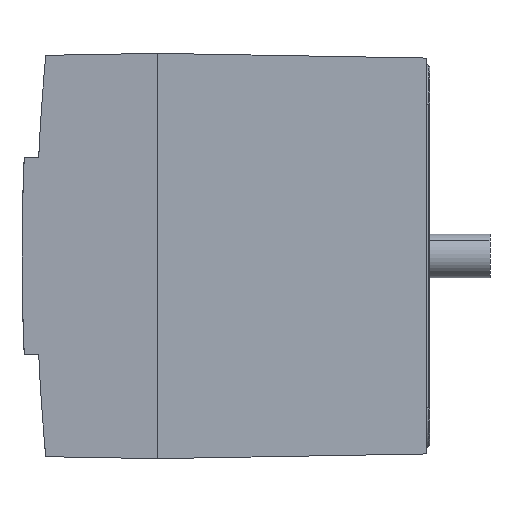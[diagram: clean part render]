
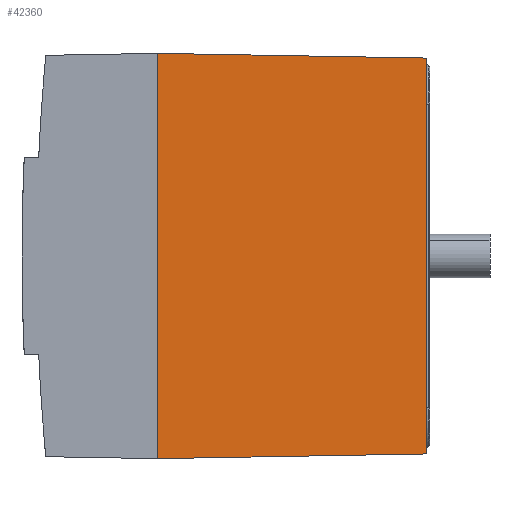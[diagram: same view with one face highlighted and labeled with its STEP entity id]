
A CAD part, left-side view. The second image highlights one B-rep face of the part: STEP entity #42360.
In plain terms, the highlighted face is planar.
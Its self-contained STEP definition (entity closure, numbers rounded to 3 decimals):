
#2040=CARTESIAN_POINT('',(-17.6,-14.,
-14.));
#2050=VERTEX_POINT('',#2040);
#8840=CARTESIAN_POINT('',(-17.6,-14.,14.));
#8850=VERTEX_POINT('',#8840);
#8880=CARTESIAN_POINT('',(-17.6,-14.,0.));
#8890=DIRECTION('',(0.,0.,-1.));
#8900=VECTOR('',#8890,1.);
#8910=LINE('',#8880,#8900);
#8920=EDGE_CURVE('',#8850,#2050,#8910,.T.);
#26700=CARTESIAN_POINT('',(0.95,-13.676,
-13.676));
#26710=VERTEX_POINT('',#26700);
#26740=CARTESIAN_POINT('',(0.95,-13.676,0.));
#26750=DIRECTION('',(0.,0.,-1.));
#26760=VECTOR('',#26750,1.);
#26770=LINE('',#26740,#26760);
#26780=CARTESIAN_POINT('',(0.95,-13.676,
13.676));
#26790=VERTEX_POINT('',#26780);
#26800=EDGE_CURVE('',#26790,#26710,#26770,.T.);
#42150=CARTESIAN_POINT('',(-17.6,-14.,0.));
#42160=DIRECTION('',(0.017,-1.,0.));
#42170=DIRECTION('',(-1.,-0.017,0.));
#42180=AXIS2_PLACEMENT_3D('',#42150,#42160,#42170);
#42190=PLANE('',#42180);
#42200=ORIENTED_EDGE('',*,*,#8920,.T.);
#42210=CARTESIAN_POINT('',(0.,-13.693,13.693));
#42220=DIRECTION('',(-1.,-0.017,
0.017));
#42230=VECTOR('',#42220,1.);
#42240=LINE('',#42210,#42230);
#42250=EDGE_CURVE('',#26790,#8850,#42240,.T.);
#42260=ORIENTED_EDGE('',*,*,#42250,.T.);
#42270=ORIENTED_EDGE('',*,*,#26800,.F.);
#42280=CARTESIAN_POINT('',(0.,-13.693,-13.693));
#42290=DIRECTION('',(-1.,-0.017,
-0.017));
#42300=VECTOR('',#42290,1.);
#42310=LINE('',#42280,#42300);
#42320=EDGE_CURVE('',#26710,#2050,#42310,.T.);
#42330=ORIENTED_EDGE('',*,*,#42320,.F.);
#42340=EDGE_LOOP('',(#42330,#42270,#42260,#42200));
#42350=FACE_OUTER_BOUND('',#42340,.T.);
#42360=ADVANCED_FACE('',(#42350),#42190,.T.);
